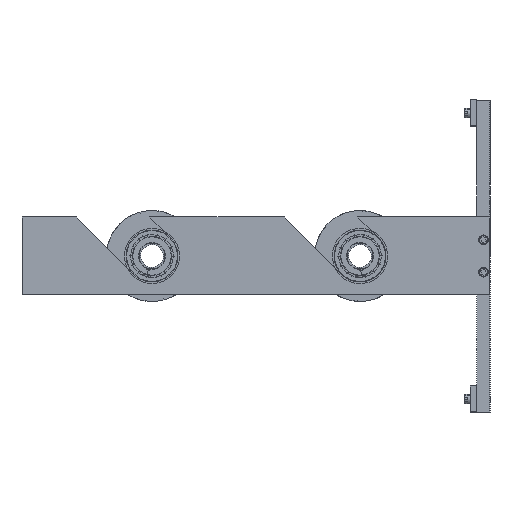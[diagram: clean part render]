
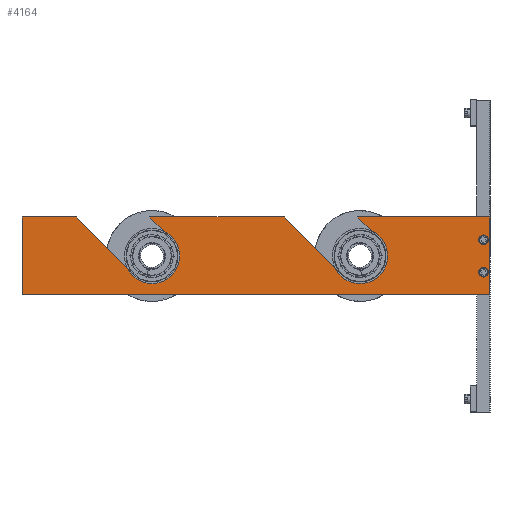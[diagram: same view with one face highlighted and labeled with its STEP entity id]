
A CAD part, left-side view. The second image highlights one B-rep face of the part: STEP entity #4164.
In plain terms, the highlighted planar face has unit normal (-1, 0, 0).
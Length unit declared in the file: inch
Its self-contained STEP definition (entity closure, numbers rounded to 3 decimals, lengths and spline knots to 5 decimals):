
#275 = CARTESIAN_POINT ( 'NONE',  ( -0.25, 0.25, -0.625 ) ) ;
#312 = CARTESIAN_POINT ( 'NONE',  ( -0.25, 0.25, -0.758 ) ) ;
#329 = CARTESIAN_POINT ( 'NONE',  ( -0.25, 0.25, -0.492 ) ) ;
#330 = DIRECTION ( 'NONE',  ( 0., 0., 1. ) ) ;
#331 = DIRECTION ( 'NONE',  ( -1., 0., 0. ) ) ;
#332 = AXIS2_PLACEMENT_3D ( 'NONE', #275, #331, #330 ) ;
#333 = CIRCLE ( 'NONE', #332, 0.133 ) ;
#611 = CARTESIAN_POINT ( 'NONE',  ( -0.25, 18., -1.5 ) ) ;
#613 = CARTESIAN_POINT ( 'NONE',  ( -0.25, 15.91421, 1.5 ) ) ;
#873 = DIRECTION ( 'NONE',  ( 0., -1., 0. ) ) ;
#874 = VECTOR ( 'NONE', #873, 39.37008 ) ;
#877 = CARTESIAN_POINT ( 'NONE',  ( -0.25, 0., 1.5 ) ) ;
#878 = LINE ( 'NONE', #877, #874 ) ;
#886 = DIRECTION ( 'NONE',  ( -1., 0., 0. ) ) ;
#887 = CARTESIAN_POINT ( 'NONE',  ( -0.25, 0.25, 0.625 ) ) ;
#888 = AXIS2_PLACEMENT_3D ( 'NONE', #887, #886, #894 ) ;
#890 = CIRCLE ( 'NONE', #888, 0.133 ) ;
#893 = CARTESIAN_POINT ( 'NONE',  ( -0.25, 0.25, 0.758 ) ) ;
#894 = DIRECTION ( 'NONE',  ( 0., 0., 1. ) ) ;
#898 = DIRECTION ( 'NONE',  ( 0., -1., 0. ) ) ;
#899 = VECTOR ( 'NONE', #898, 39.37008 ) ;
#900 = CARTESIAN_POINT ( 'NONE',  ( -0.25, 0., 1.5 ) ) ;
#901 = LINE ( 'NONE', #900, #899 ) ;
#919 = CARTESIAN_POINT ( 'NONE',  ( -0.25, 18., 1.5 ) ) ;
#940 = CARTESIAN_POINT ( 'NONE',  ( -0.25, 0.25, 0.492 ) ) ;
#945 = CARTESIAN_POINT ( 'NONE',  ( -0.25, 13.08579, 1.5 ) ) ;
#1459 = CARTESIAN_POINT ( 'NONE',  ( -0.25, 0., 1.5 ) ) ;
#1460 = DIRECTION ( 'NONE',  ( 0., -1., 0. ) ) ;
#1461 = VECTOR ( 'NONE', #1460, 39.37008 ) ;
#1462 = CARTESIAN_POINT ( 'NONE',  ( -0.25, 0., 1.5 ) ) ;
#1463 = LINE ( 'NONE', #1462, #1461 ) ;
#1469 = CARTESIAN_POINT ( 'NONE',  ( -0.25, 7.91421, 1.5 ) ) ;
#1480 = DIRECTION ( 'NONE',  ( 0., 0., 1. ) ) ;
#1481 = VECTOR ( 'NONE', #1480, 39.37008 ) ;
#1482 = CARTESIAN_POINT ( 'NONE',  ( -0.25, 18., 1.5 ) ) ;
#1483 = LINE ( 'NONE', #1482, #1481 ) ;
#1484 = CARTESIAN_POINT ( 'NONE',  ( -0.25, 0., -1.5 ) ) ;
#1495 = CARTESIAN_POINT ( 'NONE',  ( -0.25, 5.08579, 1.5 ) ) ;
#1504 = DIRECTION ( 'NONE',  ( 0., 0., 1. ) ) ;
#1505 = DIRECTION ( 'NONE',  ( -1., 0., 0. ) ) ;
#1506 = CARTESIAN_POINT ( 'NONE',  ( -0.25, 0.25, -0.625 ) ) ;
#1507 = AXIS2_PLACEMENT_3D ( 'NONE', #1506, #1505, #1504 ) ;
#1508 = CIRCLE ( 'NONE', #1507, 0.133 ) ;
#1524 = DIRECTION ( 'NONE',  ( 0., -0.707, -0.707 ) ) ;
#1525 = VECTOR ( 'NONE', #1524, 39.37008 ) ;
#1526 = CARTESIAN_POINT ( 'NONE',  ( -0.25, 15.91421, 1.5 ) ) ;
#1527 = LINE ( 'NONE', #1526, #1525 ) ;
#1552 = DIRECTION ( 'NONE',  ( 0., 1., 0. ) ) ;
#1553 = VECTOR ( 'NONE', #1552, 39.37008 ) ;
#1554 = CARTESIAN_POINT ( 'NONE',  ( -0.25, 0., -1.5 ) ) ;
#1555 = LINE ( 'NONE', #1554, #1553 ) ;
#1556 = DIRECTION ( 'NONE',  ( 0., 0., 1. ) ) ;
#1557 = DIRECTION ( 'NONE',  ( -1., 0., 0. ) ) ;
#1558 = CARTESIAN_POINT ( 'NONE',  ( -0.25, 0.25, 0.625 ) ) ;
#1559 = AXIS2_PLACEMENT_3D ( 'NONE', #1558, #1557, #1556 ) ;
#1560 = CIRCLE ( 'NONE', #1559, 0.133 ) ;
#1614 = DIRECTION ( 'NONE',  ( 0., 0., -1. ) ) ;
#1615 = VECTOR ( 'NONE', #1614, 39.37008 ) ;
#1616 = CARTESIAN_POINT ( 'NONE',  ( -0.25, 0., 1.5 ) ) ;
#1617 = LINE ( 'NONE', #1616, #1615 ) ;
#1618 = CARTESIAN_POINT ( 'NONE',  ( -0.25, 13.70711, -0.70711 ) ) ;
#1619 = DIRECTION ( 'NONE',  ( 0., 0., 1. ) ) ;
#1620 = DIRECTION ( 'NONE',  ( -1., 0., 0. ) ) ;
#1621 = CARTESIAN_POINT ( 'NONE',  ( -0.25, 18., 1.5 ) ) ;
#1622 = AXIS2_PLACEMENT_3D ( 'NONE', #1621, #1620, #1619 ) ;
#1623 = PLANE ( 'NONE',  #1622 ) ;
#1624 = FACE_OUTER_BOUND ( 'NONE', #4131, .T. ) ;
#1625 = FACE_BOUND ( 'NONE', #4114, .T. ) ;
#1629 = FACE_BOUND ( 'NONE', #4137, .T. ) ;
#2421 = ORIENTED_EDGE ( 'NONE', *, *, #2422, .F. ) ;
#2422 = EDGE_CURVE ( 'NONE', #2425, #4096, #4453, .T. ) ;
#2423 = ORIENTED_EDGE ( 'NONE', *, *, #4080, .F. ) ;
#2424 = ORIENTED_EDGE ( 'NONE', *, *, #2428, .F. ) ;
#2425 = VERTEX_POINT ( 'NONE', #4449 ) ;
#2427 = VERTEX_POINT ( 'NONE', #4443 ) ;
#2428 = EDGE_CURVE ( 'NONE', #2427, #2425, #4489, .T. ) ;
#2566 = EDGE_CURVE ( 'NONE', #4071, #2427, #4807, .T. ) ;
#2567 = ORIENTED_EDGE ( 'NONE', *, *, #4069, .F. ) ;
#2568 = ORIENTED_EDGE ( 'NONE', *, *, #2566, .F. ) ;
#2589 = VERTEX_POINT ( 'NONE', #4889 ) ;
#2590 = EDGE_CURVE ( 'NONE', #2589, #4057, #4863, .T. ) ;
#2591 = ORIENTED_EDGE ( 'NONE', *, *, #2590, .F. ) ;
#3026 = ORIENTED_EDGE ( 'NONE', *, *, #3029, .F. ) ;
#3029 = EDGE_CURVE ( 'NONE', #4166, #2589, #6217, .T. ) ;
#3768 = VERTEX_POINT ( 'NONE', #312 ) ;
#3854 = EDGE_CURVE ( 'NONE', #3768, #3855, #333, .T. ) ;
#3855 = VERTEX_POINT ( 'NONE', #329 ) ;
#4004 = VERTEX_POINT ( 'NONE', #613 ) ;
#4006 = VERTEX_POINT ( 'NONE', #611 ) ;
#4032 = EDGE_CURVE ( 'NONE', #4060, #4033, #890, .T. ) ;
#4033 = VERTEX_POINT ( 'NONE', #893 ) ;
#4037 = EDGE_CURVE ( 'NONE', #4045, #4004, #878, .T. ) ;
#4045 = VERTEX_POINT ( 'NONE', #919 ) ;
#4057 = VERTEX_POINT ( 'NONE', #945 ) ;
#4060 = VERTEX_POINT ( 'NONE', #940 ) ;
#4069 = EDGE_CURVE ( 'NONE', #4057, #4071, #901, .T. ) ;
#4071 = VERTEX_POINT ( 'NONE', #1469 ) ;
#4080 = EDGE_CURVE ( 'NONE', #4096, #4081, #1463, .T. ) ;
#4081 = VERTEX_POINT ( 'NONE', #1459 ) ;
#4096 = VERTEX_POINT ( 'NONE', #1495 ) ;
#4101 = VERTEX_POINT ( 'NONE', #1484 ) ;
#4102 = EDGE_CURVE ( 'NONE', #4006, #4045, #1483, .T. ) ;
#4112 = EDGE_CURVE ( 'NONE', #4004, #4166, #1527, .T. ) ;
#4113 = ORIENTED_EDGE ( 'NONE', *, *, #4123, .F. ) ;
#4114 = EDGE_LOOP ( 'NONE', ( #4132, #4165 ) ) ;
#4115 = ORIENTED_EDGE ( 'NONE', *, *, #4112, .F. ) ;
#4123 = EDGE_CURVE ( 'NONE', #3855, #3768, #1508, .T. ) ;
#4131 = EDGE_LOOP ( 'NONE', ( #4115, #4162, #4163, #4136, #4167, #2423, #2421, #2424, #2568, #2567, #2591, #3026 ) ) ;
#4132 = ORIENTED_EDGE ( 'NONE', *, *, #4133, .F. ) ;
#4133 = EDGE_CURVE ( 'NONE', #4033, #4060, #1560, .T. ) ;
#4135 = EDGE_CURVE ( 'NONE', #4101, #4006, #1555, .T. ) ;
#4136 = ORIENTED_EDGE ( 'NONE', *, *, #4135, .F. ) ;
#4137 = EDGE_LOOP ( 'NONE', ( #4113, #4169 ) ) ;
#4162 = ORIENTED_EDGE ( 'NONE', *, *, #4037, .F. ) ;
#4163 = ORIENTED_EDGE ( 'NONE', *, *, #4102, .F. ) ;
#4164 = ADVANCED_FACE ( 'NONE', ( #1629, #1625, #1624 ), #1623, .T. ) ;
#4165 = ORIENTED_EDGE ( 'NONE', *, *, #4032, .F. ) ;
#4166 = VERTEX_POINT ( 'NONE', #1618 ) ;
#4167 = ORIENTED_EDGE ( 'NONE', *, *, #4168, .F. ) ;
#4168 = EDGE_CURVE ( 'NONE', #4081, #4101, #1617, .T. ) ;
#4169 = ORIENTED_EDGE ( 'NONE', *, *, #3854, .F. ) ;
#4443 = CARTESIAN_POINT ( 'NONE',  ( -0.25, 5.70711, -0.70711 ) ) ;
#4449 = CARTESIAN_POINT ( 'NONE',  ( -0.25, 4.29289, 0.70711 ) ) ;
#4450 = DIRECTION ( 'NONE',  ( 0., 0.707, 0.707 ) ) ;
#4451 = VECTOR ( 'NONE', #4450, 39.37008 ) ;
#4452 = CARTESIAN_POINT ( 'NONE',  ( -0.25, 5.08579, 1.5 ) ) ;
#4453 = LINE ( 'NONE', #4452, #4451 ) ;
#4468 = DIRECTION ( 'NONE',  ( -1., 0., 0. ) ) ;
#4475 = CARTESIAN_POINT ( 'NONE',  ( -0.25, 5., 0. ) ) ;
#4476 = AXIS2_PLACEMENT_3D ( 'NONE', #4475, #4468, #4488 ) ;
#4488 = DIRECTION ( 'NONE',  ( 0., 0., 1. ) ) ;
#4489 = CIRCLE ( 'NONE', #4476, 1. ) ;
#4804 = DIRECTION ( 'NONE',  ( 0., -0.707, -0.707 ) ) ;
#4805 = VECTOR ( 'NONE', #4804, 39.37008 ) ;
#4806 = CARTESIAN_POINT ( 'NONE',  ( -0.25, 5.70711, -0.70711 ) ) ;
#4807 = LINE ( 'NONE', #4806, #4805 ) ;
#4860 = DIRECTION ( 'NONE',  ( 0., 0.707, 0.707 ) ) ;
#4861 = VECTOR ( 'NONE', #4860, 39.37008 ) ;
#4862 = CARTESIAN_POINT ( 'NONE',  ( -0.25, 12.29289, 0.70711 ) ) ;
#4863 = LINE ( 'NONE', #4862, #4861 ) ;
#4889 = CARTESIAN_POINT ( 'NONE',  ( -0.25, 12.29289, 0.70711 ) ) ;
#6214 = DIRECTION ( 'NONE',  ( 0., 0., 1. ) ) ;
#6215 = DIRECTION ( 'NONE',  ( -1., 0., 0. ) ) ;
#6216 = AXIS2_PLACEMENT_3D ( 'NONE', #6223, #6215, #6214 ) ;
#6217 = CIRCLE ( 'NONE', #6216, 1. ) ;
#6223 = CARTESIAN_POINT ( 'NONE',  ( -0.25, 13., 0. ) ) ;
